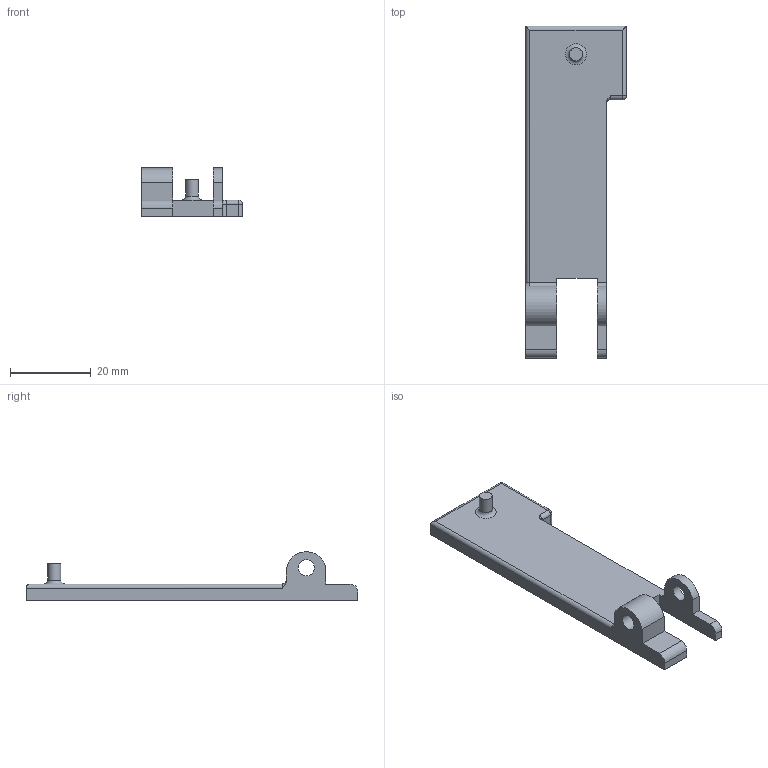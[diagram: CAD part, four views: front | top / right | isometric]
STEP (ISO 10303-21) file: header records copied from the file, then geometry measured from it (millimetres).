
FILE_DESCRIPTION(/* description */ (''),/* implementation_level */ '2;1');
FILE_NAME(/* name */ 'note_special.stp',/* time_stamp */ '2026-03-23T20:41:13+01:00',/* author */ ('Wendelin'),/* organization */ (''),/* preprocessor_version */ 'ST-DEVELOPER v20',/* originating_system */ 'Autodesk Inventor 2024',/* authorisation */ '');
FILE_SCHEMA (('AUTOMOTIVE_DESIGN { 1 0 10303 214 3 1 1 }'));
Length unit declared in the file: millimetre
Products named in the file (1): note
Bounding box: 25 x 82.3 x 11.99 mm (x, y, z)
Volume: 6729.4 mm3; surface area: 4543.3 mm2
Topology: 1 solids, 1 shells, 38 faces, 98 edges, 63 vertices
Faces by surface type: plane 19, cylinder 15, torus 3, sphere 1
Full cylindrical faces by diameter (mm): 3.2 x1, 4 x2
Entity records: 1216 total; most frequent: CARTESIAN_POINT 210, DIRECTION 207, ORIENTED_EDGE 196, EDGE_CURVE 98, AXIS2_PLACEMENT_3D 72, LINE 63, VECTOR 63, VERTEX_POINT 63
